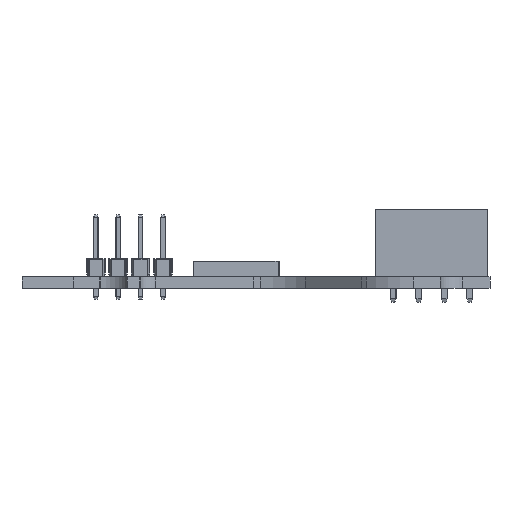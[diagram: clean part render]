
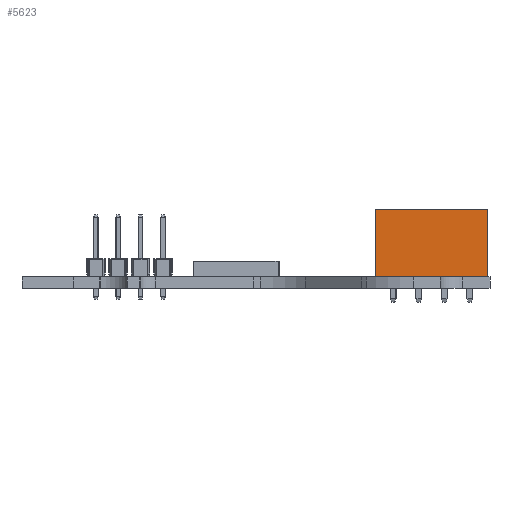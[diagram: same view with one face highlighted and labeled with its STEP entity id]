
A CAD part, left-side view. The second image highlights one B-rep face of the part: STEP entity #5623.
In plain terms, the highlighted face is planar.
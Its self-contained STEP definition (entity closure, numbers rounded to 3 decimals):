
#546=PLANE('',#6240);
#852=FACE_OUTER_BOUND('',#1248,.T.);
#1248=EDGE_LOOP('',(#5116,#5117,#5118,#5119));
#1751=LINE('',#9416,#2289);
#1753=LINE('',#9422,#2291);
#1756=LINE('',#9427,#2294);
#1757=LINE('',#9428,#2295);
#2289=VECTOR('',#7725,1.);
#2291=VECTOR('',#7729,1.);
#2294=VECTOR('',#7734,1.);
#2295=VECTOR('',#7735,1.);
#2960=VERTEX_POINT('',#9409);
#2963=VERTEX_POINT('',#9414);
#2965=VERTEX_POINT('',#9419);
#2966=VERTEX_POINT('',#9421);
#3687=EDGE_CURVE('',#2963,#2960,#1751,.T.);
#3689=EDGE_CURVE('',#2965,#2966,#1753,.T.);
#3692=EDGE_CURVE('',#2963,#2966,#1756,.T.);
#3693=EDGE_CURVE('',#2960,#2965,#1757,.T.);
#5116=ORIENTED_EDGE('',*,*,#3692,.T.);
#5117=ORIENTED_EDGE('',*,*,#3689,.F.);
#5118=ORIENTED_EDGE('',*,*,#3693,.F.);
#5119=ORIENTED_EDGE('',*,*,#3687,.F.);
#5623=ADVANCED_FACE('',(#852),#546,.F.);
#6240=AXIS2_PLACEMENT_3D('',#9426,#7732,#7733);
#7725=DIRECTION('',(1.,0.,0.));
#7729=DIRECTION('',(-1.,0.,0.));
#7732=DIRECTION('center_axis',(0.,1.,0.));
#7733=DIRECTION('ref_axis',(0.,0.,1.));
#7734=DIRECTION('',(0.,0.,-1.));
#7735=DIRECTION('',(0.,0.,-1.));
#9409=CARTESIAN_POINT('',(12.95,-3.45,9.2));
#9414=CARTESIAN_POINT('',(-2.45,-3.45,9.2));
#9416=CARTESIAN_POINT('',(5.25,-3.45,9.2));
#9419=CARTESIAN_POINT('',(12.95,-3.45,0.));
#9421=CARTESIAN_POINT('',(-2.45,-3.45,0.));
#9422=CARTESIAN_POINT('',(5.25,-3.45,0.));
#9426=CARTESIAN_POINT('Origin',(5.25,-3.45,4.6));
#9427=CARTESIAN_POINT('',(-2.45,-3.45,4.6));
#9428=CARTESIAN_POINT('',(12.95,-3.45,4.6));
